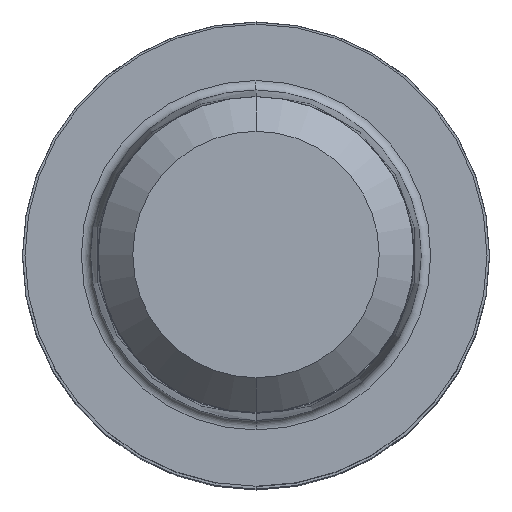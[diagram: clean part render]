
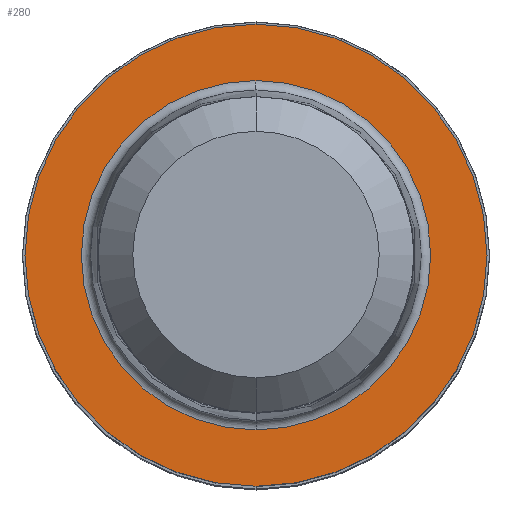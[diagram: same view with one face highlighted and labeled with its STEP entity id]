
A CAD part, top view. The second image highlights one B-rep face of the part: STEP entity #280.
In plain terms, the highlighted planar face has unit normal (0, 0, 1).
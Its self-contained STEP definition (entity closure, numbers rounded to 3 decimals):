
#260=VERTEX_POINT('',#580);
#272=VERTEX_POINT('',#593);
#276=VERTEX_POINT('',#597);
#280=ADVANCED_FACE('',(#601,#602),#603,.T.);
#316=VERTEX_POINT('',#641);
#352=EDGE_CURVE('',#260,#276,#682,.T.);
#360=EDGE_CURVE('',#272,#316,#691,.T.);
#404=EDGE_CURVE('',#316,#272,#739,.T.);
#414=EDGE_CURVE('',#276,#260,#751,.T.);
#580=CARTESIAN_POINT('',(0.0,7.85,0.01));
#593=CARTESIAN_POINT('',(0.,-5.935,0.01));
#597=CARTESIAN_POINT('',(0.,-7.85,0.01));
#601=FACE_OUTER_BOUND('',#967,.T.);
#602=FACE_BOUND('',#968,.T.);
#603=PLANE('',#969);
#641=CARTESIAN_POINT('',(0.0,5.935,0.01));
#682=CIRCLE('',#1075,7.85);
#691=CIRCLE('',#1087,5.935);
#739=CIRCLE('',#1143,5.935);
#751=CIRCLE('',#1159,7.85);
#967=EDGE_LOOP('',(#1383,#1384));
#968=EDGE_LOOP('',(#1385,#1386));
#969=AXIS2_PLACEMENT_3D('',#1387,#1388,#1389);
#1075=AXIS2_PLACEMENT_3D('',#1497,#1498,#1499);
#1087=AXIS2_PLACEMENT_3D('',#1509,#1510,#1511);
#1143=AXIS2_PLACEMENT_3D('',#1563,#1564,#1565);
#1159=AXIS2_PLACEMENT_3D('',#1578,#1579,#1580);
#1383=ORIENTED_EDGE('',*,*,#352,.F.);
#1384=ORIENTED_EDGE('',*,*,#414,.F.);
#1385=ORIENTED_EDGE('',*,*,#404,.T.);
#1386=ORIENTED_EDGE('',*,*,#360,.T.);
#1387=CARTESIAN_POINT('',(0.0,3.925,0.01));
#1388=DIRECTION('',(-0.0,0.0,1.0));
#1389=DIRECTION('',(0.0,-1.0,0.0));
#1497=CARTESIAN_POINT('',(0.0,0.0,0.01));
#1498=DIRECTION('',(0.0,0.0,-1.0));
#1499=DIRECTION('',(0.0,1.0,0.0));
#1509=CARTESIAN_POINT('',(0.0,0.0,0.01));
#1510=DIRECTION('',(0.0,0.0,-1.0));
#1511=DIRECTION('',(0.0,1.0,0.0));
#1563=CARTESIAN_POINT('',(0.0,0.0,0.01));
#1564=DIRECTION('',(0.0,0.0,-1.0));
#1565=DIRECTION('',(0.0,1.0,0.0));
#1578=CARTESIAN_POINT('',(0.0,0.0,0.01));
#1579=DIRECTION('',(0.0,0.0,-1.0));
#1580=DIRECTION('',(0.0,1.0,0.0));
